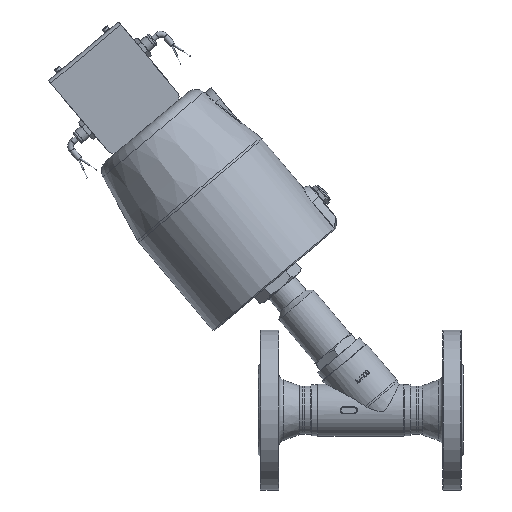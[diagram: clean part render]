
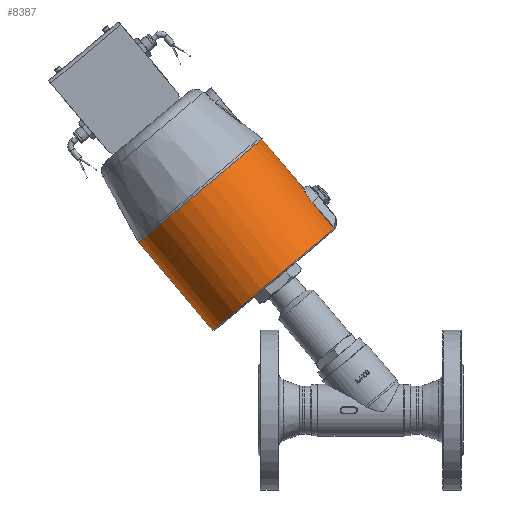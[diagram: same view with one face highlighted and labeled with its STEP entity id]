
A CAD part, left-side view. The second image highlights one B-rep face of the part: STEP entity #8387.
In plain terms, the highlighted cylindrical face has radius 70.5 mm (diameter 141 mm), a full revolution.
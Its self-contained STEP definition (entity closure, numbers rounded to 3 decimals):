
#481=LINE('',#35580,#886);
#486=LINE('',#35733,#891);
#886=VECTOR('',#10367,30.);
#891=VECTOR('',#10398,30.);
#1290=B_SPLINE_CURVE_WITH_KNOTS('',3,(#35734,#35735,#35736,#35737,#35738,
#35739,#35740,#35741,#35742,#35743),.UNSPECIFIED.,.F.,.F.,(4,1,1,1,1,1,
1,4),(-5.302,-4.544,-3.787,-3.03,
-2.272,-1.515,-0.757,0.),
 .UNSPECIFIED.);
#2220=FACE_BOUND('',#3180,.T.);
#2576=FACE_OUTER_BOUND('',#3179,.T.);
#3179=EDGE_LOOP('',(#7018,#7019,#7020,#7021));
#3180=EDGE_LOOP('',(#7022));
#3647=CIRCLE('',#8979,70.5);
#3651=CIRCLE('',#8990,70.5);
#4270=VERTEX_POINT('',#35547);
#4271=VERTEX_POINT('',#35548);
#4275=VERTEX_POINT('',#35579);
#4281=VERTEX_POINT('',#35724);
#4284=VERTEX_POINT('',#35732);
#5221=EDGE_CURVE('',#4270,#4271,#3647,.T.);
#5228=EDGE_CURVE('',#4270,#4275,#481,.T.);
#5242=EDGE_CURVE('',#4281,#4281,#3651,.T.);
#5245=EDGE_CURVE('',#4284,#4271,#486,.T.);
#5246=EDGE_CURVE('',#4275,#4284,#1290,.T.);
#7018=ORIENTED_EDGE('',*,*,#5221,.T.);
#7019=ORIENTED_EDGE('',*,*,#5245,.F.);
#7020=ORIENTED_EDGE('',*,*,#5246,.F.);
#7021=ORIENTED_EDGE('',*,*,#5228,.F.);
#7022=ORIENTED_EDGE('',*,*,#5242,.F.);
#8053=CYLINDRICAL_SURFACE('',#8994,70.5);
#8387=ADVANCED_FACE('',(#2576,#2220),#8053,.T.);
#8979=AXIS2_PLACEMENT_3D('',#35549,#10359,#10360);
#8990=AXIS2_PLACEMENT_3D('',#35725,#10388,#10389);
#8994=AXIS2_PLACEMENT_3D('',#35731,#10396,#10397);
#10359=DIRECTION('center_axis',(0.,0.643,
0.766));
#10360=DIRECTION('ref_axis',(0.,-0.766,0.643));
#10367=DIRECTION('',(0.,0.643,0.766));
#10388=DIRECTION('center_axis',(0.,0.643,
0.766));
#10389=DIRECTION('ref_axis',(0.,0.766,-0.643));
#10396=DIRECTION('center_axis',(0.,0.643,
0.766));
#10397=DIRECTION('ref_axis',(0.,-0.766,0.643));
#10398=DIRECTION('',(0.,-0.643,-0.766));
#35547=CARTESIAN_POINT('',(17.265,79.442,159.303));
#35548=CARTESIAN_POINT('',(-17.265,79.442,159.303));
#35549=CARTESIAN_POINT('Origin',(0.,131.804,
115.366));
#35579=CARTESIAN_POINT('',(17.265,98.726,182.284));
#35580=CARTESIAN_POINT('',(17.265,111.582,197.605));
#35724=CARTESIAN_POINT('',(0.,142.656,237.978));
#35725=CARTESIAN_POINT('Origin',(0.,196.662,
192.662));
#35731=CARTESIAN_POINT('Origin',(0.,163.943,
153.669));
#35732=CARTESIAN_POINT('',(-17.265,98.726,182.284));
#35733=CARTESIAN_POINT('',(-17.265,111.582,197.605));
#35734=CARTESIAN_POINT('Ctrl Pts',(17.265,98.726,182.284));
#35735=CARTESIAN_POINT('Ctrl Pts',(17.265,100.349,184.218));
#35736=CARTESIAN_POINT('Ctrl Pts',(15.961,103.322,188.303));
#35737=CARTESIAN_POINT('Ctrl Pts',(10.828,106.21,193.395));
#35738=CARTESIAN_POINT('Ctrl Pts',(3.832,107.584,196.227));
#35739=CARTESIAN_POINT('Ctrl Pts',(-3.806,107.589,196.241));
#35740=CARTESIAN_POINT('Ctrl Pts',(-10.832,106.206,193.387));
#35741=CARTESIAN_POINT('Ctrl Pts',(-15.95,103.331,188.318));
#35742=CARTESIAN_POINT('Ctrl Pts',(-17.265,100.349,184.218));
#35743=CARTESIAN_POINT('Ctrl Pts',(-17.265,98.726,182.284));
